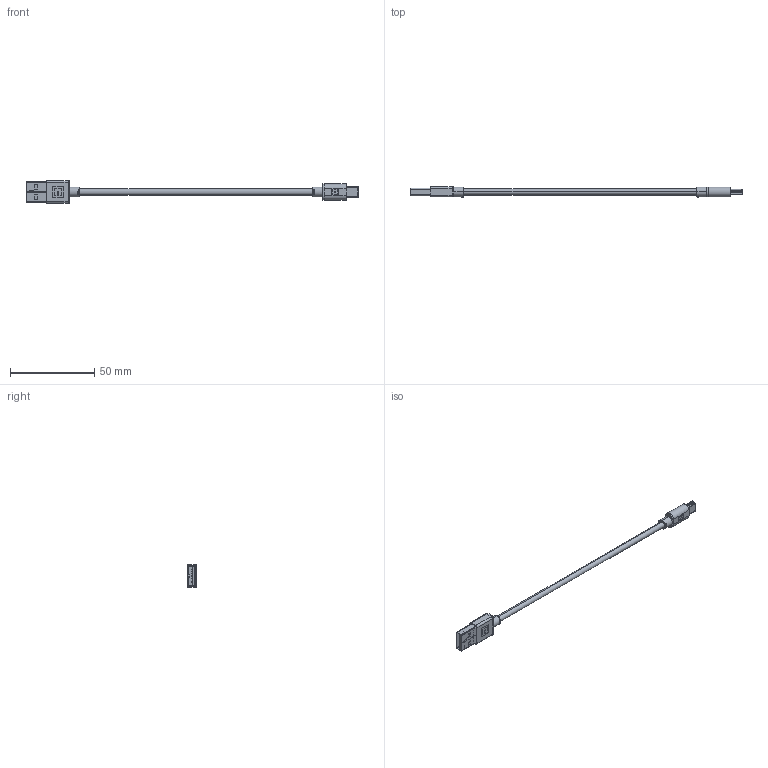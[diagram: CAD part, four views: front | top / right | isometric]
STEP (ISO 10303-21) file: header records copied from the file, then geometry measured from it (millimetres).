
FILE_DESCRIPTION (( 'STEP AP203' ), '1' );
FILE_NAME ('10-02332_revA.STEP', '2018-01-05T21:54:13', ( '' ), ( '' ), 'SwSTEP 2.0', 'SolidWorks 2015', '' );
FILE_SCHEMA (( 'CONFIG_CONTROL_DESIGN' ));
Length unit declared in the file: millimetre
Products named in the file (10): 50-00574; 24-00210; 24-00218; 10-02332_revA; 30-00088_blunt cut; 50-00582; 50-00582 shell; 55-00075; 55-00073; 50-00582 insulator
Assembly tree (9 placements, depth 3):
  10-02332_revA
    30-00088_blunt cut
    24-00218
    24-00210
    50-00574
    55-00073
    55-00075
    50-00582
      50-00582 insulator
      50-00582 shell
Bounding box: 197 x 5.93 x 13.5 mm (x, y, z)
Volume: 4164.1 mm3; surface area: 18261.1 mm2
Topology: 61 solids, 66 shells, 1348 faces, 3441 edges, 2267 vertices
Faces by surface type: plane 792, cylinder 372, bspline 80, cone 56, sphere 42, torus 6
Entity records: 45149 total; most frequent: CARTESIAN_POINT 11389, ORIENTED_EDGE 6882, DIRECTION 6519, EDGE_CURVE 3441, VERTEX_POINT 2267, VECTOR 2209, LINE 2209, AXIS2_PLACEMENT_3D 2155
